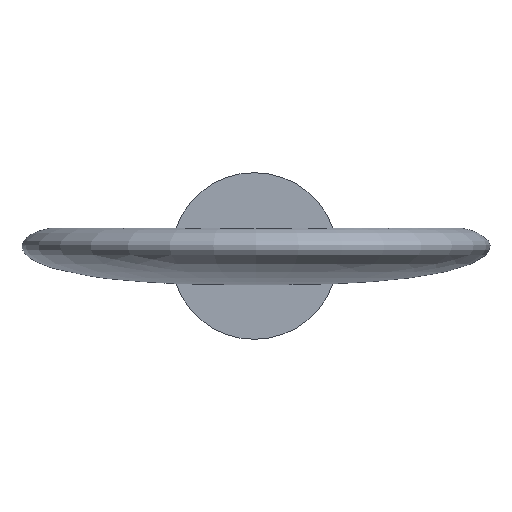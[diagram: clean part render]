
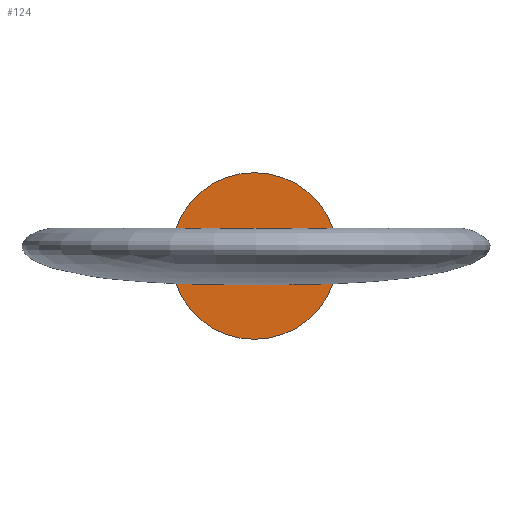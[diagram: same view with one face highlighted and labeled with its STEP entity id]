
A CAD part, front view. The second image highlights one B-rep face of the part: STEP entity #124.
In plain terms, the highlighted planar face has unit normal (0, -1, 0).
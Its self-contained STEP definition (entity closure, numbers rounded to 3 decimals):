
#31=FACE_BOUND('',#50,.T.);
#35=B_SPLINE_CURVE_WITH_KNOTS('',3,(#262,#263,#264,#265,#266,#267,#268,
#269,#270,#271,#272,#273,#274,#275,#276,#277,#278,#279,#280,#281,#282,#283,
#284,#285,#286,#287,#288,#289,#290,#291,#292,#293,#294,#295,#296,#297,#298,
#299,#300,#301,#302,#303,#304,#305,#306,#307,#308,#309,#310,#311,#312,#313,
#314,#315,#316,#317,#318,#319,#320,#321,#322,#323),.UNSPECIFIED.,.T.,.F.,
(4,2,2,2,2,2,2,2,2,2,2,2,2,2,2,2,2,2,2,2,2,2,2,2,2,2,2,2,2,2,4),(-2.004,
-1.978,-1.941,-1.832,-1.632,
-1.511,-1.417,-1.324,-1.201,-1.001,
-0.872,-0.838,-0.823,-0.813,
-0.805,-0.795,-0.778,-0.737,
-0.584,-0.504,-0.447,-0.396,
-0.337,-0.252,-0.11,-0.063,
-0.045,-0.034,-0.025,-0.015,
0.),.UNSPECIFIED.);
#39=FACE_OUTER_BOUND('',#49,.T.);
#49=EDGE_LOOP('',(#94));
#50=EDGE_LOOP('',(#95));
#61=CIRCLE('',#150,12.5);
#69=VERTEX_POINT('',#259);
#70=VERTEX_POINT('',#261);
#80=EDGE_CURVE('',#69,#69,#61,.T.);
#81=EDGE_CURVE('',#70,#70,#35,.T.);
#94=ORIENTED_EDGE('',*,*,#80,.T.);
#95=ORIENTED_EDGE('',*,*,#81,.F.);
#121=PLANE('',#149);
#124=ADVANCED_FACE('',(#39,#31),#121,.F.);
#149=AXIS2_PLACEMENT_3D('',#258,#168,#169);
#150=AXIS2_PLACEMENT_3D('',#260,#170,#171);
#168=DIRECTION('center_axis',(0.,1.,0.));
#169=DIRECTION('ref_axis',(1.,0.,0.));
#170=DIRECTION('center_axis',(0.,-1.,0.));
#171=DIRECTION('ref_axis',(1.,0.,0.));
#258=CARTESIAN_POINT('Origin',(-0.235,34.6,-1.958));
#259=CARTESIAN_POINT('',(-12.735,34.6,-1.958));
#260=CARTESIAN_POINT('Origin',(-0.235,34.6,-1.958));
#261=CARTESIAN_POINT('',(5.769,34.6,-0.273));
#262=CARTESIAN_POINT('Ctrl Pts',(5.769,34.6,-0.273));
#263=CARTESIAN_POINT('Ctrl Pts',(5.706,34.6,-0.215));
#264=CARTESIAN_POINT('Ctrl Pts',(5.627,34.6,-0.164));
#265=CARTESIAN_POINT('Ctrl Pts',(5.445,34.6,-0.066));
#266=CARTESIAN_POINT('Ctrl Pts',(5.327,34.6,-0.017));
#267=CARTESIAN_POINT('Ctrl Pts',(4.874,34.6,0.146));
#268=CARTESIAN_POINT('Ctrl Pts',(4.468,34.6,0.236));
#269=CARTESIAN_POINT('Ctrl Pts',(3.473,34.6,0.417));
#270=CARTESIAN_POINT('Ctrl Pts',(2.767,34.6,0.49));
#271=CARTESIAN_POINT('Ctrl Pts',(1.721,34.6,0.563));
#272=CARTESIAN_POINT('Ctrl Pts',(1.32,34.6,0.582));
#273=CARTESIAN_POINT('Ctrl Pts',(0.623,34.6,0.602));
#274=CARTESIAN_POINT('Ctrl Pts',(0.32,34.6,0.606));
#275=CARTESIAN_POINT('Ctrl Pts',(-0.278,34.6,0.607));
#276=CARTESIAN_POINT('Ctrl Pts',(-0.576,34.6,0.603));
#277=CARTESIAN_POINT('Ctrl Pts',(-1.26,34.6,0.584));
#278=CARTESIAN_POINT('Ctrl Pts',(-1.652,34.6,0.567));
#279=CARTESIAN_POINT('Ctrl Pts',(-2.66,34.6,0.499));
#280=CARTESIAN_POINT('Ctrl Pts',(-3.321,34.6,0.433));
#281=CARTESIAN_POINT('Ctrl Pts',(-4.323,34.6,0.267));
#282=CARTESIAN_POINT('Ctrl Pts',(-4.948,34.6,0.145));
#283=CARTESIAN_POINT('Ctrl Pts',(-5.506,34.6,-0.096));
#284=CARTESIAN_POINT('Ctrl Pts',(-5.634,34.6,-0.162));
#285=CARTESIAN_POINT('Ctrl Pts',(-5.774,34.6,-0.275));
#286=CARTESIAN_POINT('Ctrl Pts',(-5.815,34.6,-0.315));
#287=CARTESIAN_POINT('Ctrl Pts',(-5.864,34.6,-0.389));
#288=CARTESIAN_POINT('Ctrl Pts',(-5.879,34.6,-0.42));
#289=CARTESIAN_POINT('Ctrl Pts',(-5.894,34.6,-0.482));
#290=CARTESIAN_POINT('Ctrl Pts',(-5.896,34.6,-0.512));
#291=CARTESIAN_POINT('Ctrl Pts',(-5.886,34.6,-0.578));
#292=CARTESIAN_POINT('Ctrl Pts',(-5.872,34.6,-0.611));
#293=CARTESIAN_POINT('Ctrl Pts',(-5.822,34.6,-0.694));
#294=CARTESIAN_POINT('Ctrl Pts',(-5.777,34.6,-0.739));
#295=CARTESIAN_POINT('Ctrl Pts',(-5.62,34.6,-0.867));
#296=CARTESIAN_POINT('Ctrl Pts',(-5.471,34.6,-0.941));
#297=CARTESIAN_POINT('Ctrl Pts',(-4.853,34.6,-1.202));
#298=CARTESIAN_POINT('Ctrl Pts',(-4.072,34.6,-1.374));
#299=CARTESIAN_POINT('Ctrl Pts',(-2.583,34.6,-1.553));
#300=CARTESIAN_POINT('Ctrl Pts',(-2.061,34.6,-1.595));
#301=CARTESIAN_POINT('Ctrl Pts',(-1.189,34.6,-1.642));
#302=CARTESIAN_POINT('Ctrl Pts',(-0.824,34.6,-1.654));
#303=CARTESIAN_POINT('Ctrl Pts',(-0.136,34.6,-1.664));
#304=CARTESIAN_POINT('Ctrl Pts',(0.189,34.6,-1.664));
#305=CARTESIAN_POINT('Ctrl Pts',(0.881,34.6,-1.652));
#306=CARTESIAN_POINT('Ctrl Pts',(1.251,34.6,-1.639));
#307=CARTESIAN_POINT('Ctrl Pts',(2.14,34.6,-1.59));
#308=CARTESIAN_POINT('Ctrl Pts',(2.675,34.6,-1.545));
#309=CARTESIAN_POINT('Ctrl Pts',(4.053,34.6,-1.371));
#310=CARTESIAN_POINT('Ctrl Pts',(4.751,34.6,-1.22));
#311=CARTESIAN_POINT('Ctrl Pts',(5.377,34.6,-0.985));
#312=CARTESIAN_POINT('Ctrl Pts',(5.554,34.6,-0.906));
#313=CARTESIAN_POINT('Ctrl Pts',(5.739,34.6,-0.772));
#314=CARTESIAN_POINT('Ctrl Pts',(5.792,34.6,-0.727));
#315=CARTESIAN_POINT('Ctrl Pts',(5.853,34.6,-0.646));
#316=CARTESIAN_POINT('Ctrl Pts',(5.871,34.6,-0.614));
#317=CARTESIAN_POINT('Ctrl Pts',(5.891,34.6,-0.55));
#318=CARTESIAN_POINT('Ctrl Pts',(5.895,34.6,-0.521));
#319=CARTESIAN_POINT('Ctrl Pts',(5.891,34.6,-0.457));
#320=CARTESIAN_POINT('Ctrl Pts',(5.881,34.6,-0.426));
#321=CARTESIAN_POINT('Ctrl Pts',(5.842,34.6,-0.349));
#322=CARTESIAN_POINT('Ctrl Pts',(5.807,34.6,-0.308));
#323=CARTESIAN_POINT('Ctrl Pts',(5.769,34.6,-0.273));
